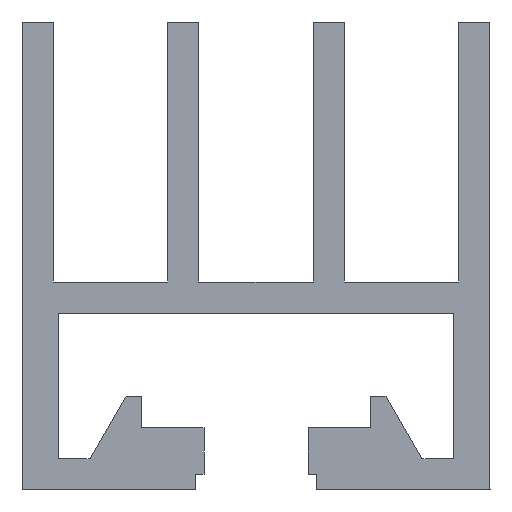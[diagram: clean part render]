
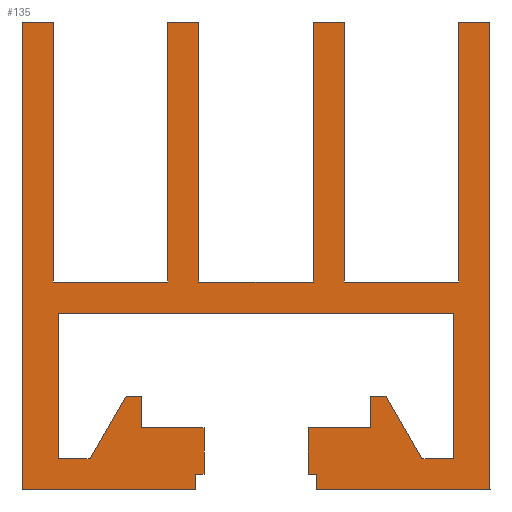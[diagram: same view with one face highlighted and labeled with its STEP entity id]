
A CAD part, left-side view. The second image highlights one B-rep face of the part: STEP entity #135.
In plain terms, the highlighted planar face has unit normal (-1, 0, 0).
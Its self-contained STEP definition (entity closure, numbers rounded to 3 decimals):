
#135=ADVANCED_FACE('',(#265),#266,.F.);
#265=FACE_OUTER_BOUND('',#387,.T.);
#266=PLANE('',#388);
#387=EDGE_LOOP('',(#683,#684,#685,#686,#687,#688,#689,#690,#691,#692,#693,#694,#695,#696,#697,#698,#699,#700,#701,#702,#703,#704,#705,#706,#707,#708,#709,#710,#711,#712,#713,#714,#715,#716,#717,#718));
#388=AXIS2_PLACEMENT_3D('',#719,#720,#721);
#683=ORIENTED_EDGE('',*,*,#906,.F.);
#684=ORIENTED_EDGE('',*,*,#766,.F.);
#685=ORIENTED_EDGE('',*,*,#771,.F.);
#686=ORIENTED_EDGE('',*,*,#775,.F.);
#687=ORIENTED_EDGE('',*,*,#779,.F.);
#688=ORIENTED_EDGE('',*,*,#783,.F.);
#689=ORIENTED_EDGE('',*,*,#787,.F.);
#690=ORIENTED_EDGE('',*,*,#791,.F.);
#691=ORIENTED_EDGE('',*,*,#795,.F.);
#692=ORIENTED_EDGE('',*,*,#799,.F.);
#693=ORIENTED_EDGE('',*,*,#803,.F.);
#694=ORIENTED_EDGE('',*,*,#807,.F.);
#695=ORIENTED_EDGE('',*,*,#811,.F.);
#696=ORIENTED_EDGE('',*,*,#815,.F.);
#697=ORIENTED_EDGE('',*,*,#819,.F.);
#698=ORIENTED_EDGE('',*,*,#823,.F.);
#699=ORIENTED_EDGE('',*,*,#827,.F.);
#700=ORIENTED_EDGE('',*,*,#831,.F.);
#701=ORIENTED_EDGE('',*,*,#835,.F.);
#702=ORIENTED_EDGE('',*,*,#839,.F.);
#703=ORIENTED_EDGE('',*,*,#843,.F.);
#704=ORIENTED_EDGE('',*,*,#847,.F.);
#705=ORIENTED_EDGE('',*,*,#851,.F.);
#706=ORIENTED_EDGE('',*,*,#855,.F.);
#707=ORIENTED_EDGE('',*,*,#859,.F.);
#708=ORIENTED_EDGE('',*,*,#863,.F.);
#709=ORIENTED_EDGE('',*,*,#867,.F.);
#710=ORIENTED_EDGE('',*,*,#871,.F.);
#711=ORIENTED_EDGE('',*,*,#875,.F.);
#712=ORIENTED_EDGE('',*,*,#879,.F.);
#713=ORIENTED_EDGE('',*,*,#883,.F.);
#714=ORIENTED_EDGE('',*,*,#887,.F.);
#715=ORIENTED_EDGE('',*,*,#891,.F.);
#716=ORIENTED_EDGE('',*,*,#895,.F.);
#717=ORIENTED_EDGE('',*,*,#899,.F.);
#718=ORIENTED_EDGE('',*,*,#903,.F.);
#719=CARTESIAN_POINT('',(0.0,0.,21.212));
#720=DIRECTION('',(1.0,0.0,0.0));
#721=DIRECTION('',(0.0,1.0,0.0));
#766=EDGE_CURVE('',#914,#916,#917,.T.);
#771=EDGE_CURVE('',#922,#914,#924,.T.);
#775=EDGE_CURVE('',#928,#922,#930,.T.);
#779=EDGE_CURVE('',#934,#928,#936,.T.);
#783=EDGE_CURVE('',#940,#934,#942,.T.);
#787=EDGE_CURVE('',#946,#940,#948,.T.);
#791=EDGE_CURVE('',#952,#946,#954,.T.);
#795=EDGE_CURVE('',#958,#952,#960,.T.);
#799=EDGE_CURVE('',#964,#958,#966,.T.);
#803=EDGE_CURVE('',#970,#964,#972,.T.);
#807=EDGE_CURVE('',#976,#970,#978,.T.);
#811=EDGE_CURVE('',#982,#976,#984,.T.);
#815=EDGE_CURVE('',#988,#982,#990,.T.);
#819=EDGE_CURVE('',#994,#988,#996,.T.);
#823=EDGE_CURVE('',#1000,#994,#1002,.T.);
#827=EDGE_CURVE('',#1006,#1000,#1008,.T.);
#831=EDGE_CURVE('',#1012,#1006,#1014,.T.);
#835=EDGE_CURVE('',#1018,#1012,#1020,.T.);
#839=EDGE_CURVE('',#1024,#1018,#1026,.T.);
#843=EDGE_CURVE('',#1030,#1024,#1032,.T.);
#847=EDGE_CURVE('',#1036,#1030,#1038,.T.);
#851=EDGE_CURVE('',#1042,#1036,#1044,.T.);
#855=EDGE_CURVE('',#1048,#1042,#1050,.T.);
#859=EDGE_CURVE('',#1054,#1048,#1056,.T.);
#863=EDGE_CURVE('',#1060,#1054,#1062,.T.);
#867=EDGE_CURVE('',#1066,#1060,#1068,.T.);
#871=EDGE_CURVE('',#1072,#1066,#1074,.T.);
#875=EDGE_CURVE('',#1078,#1072,#1080,.T.);
#879=EDGE_CURVE('',#1084,#1078,#1086,.T.);
#883=EDGE_CURVE('',#1090,#1084,#1092,.T.);
#887=EDGE_CURVE('',#1096,#1090,#1098,.T.);
#891=EDGE_CURVE('',#1102,#1096,#1104,.T.);
#895=EDGE_CURVE('',#1108,#1102,#1110,.T.);
#899=EDGE_CURVE('',#1114,#1108,#1116,.T.);
#903=EDGE_CURVE('',#1120,#1114,#1122,.T.);
#906=EDGE_CURVE('',#916,#1120,#1125,.T.);
#914=VERTEX_POINT('',#1134);
#916=VERTEX_POINT('',#1137);
#917=LINE('',#1138,#1139);
#922=VERTEX_POINT('',#1146);
#924=LINE('',#1149,#1150);
#928=VERTEX_POINT('',#1155);
#930=LINE('',#1158,#1159);
#934=VERTEX_POINT('',#1164);
#936=LINE('',#1167,#1168);
#940=VERTEX_POINT('',#1173);
#942=LINE('',#1176,#1177);
#946=VERTEX_POINT('',#1182);
#948=LINE('',#1185,#1186);
#952=VERTEX_POINT('',#1191);
#954=LINE('',#1194,#1195);
#958=VERTEX_POINT('',#1200);
#960=LINE('',#1203,#1204);
#964=VERTEX_POINT('',#1209);
#966=LINE('',#1212,#1213);
#970=VERTEX_POINT('',#1218);
#972=LINE('',#1221,#1222);
#976=VERTEX_POINT('',#1227);
#978=LINE('',#1230,#1231);
#982=VERTEX_POINT('',#1236);
#984=LINE('',#1239,#1240);
#988=VERTEX_POINT('',#1245);
#990=LINE('',#1248,#1249);
#994=VERTEX_POINT('',#1254);
#996=LINE('',#1257,#1258);
#1000=VERTEX_POINT('',#1263);
#1002=LINE('',#1266,#1267);
#1006=VERTEX_POINT('',#1272);
#1008=LINE('',#1275,#1276);
#1012=VERTEX_POINT('',#1281);
#1014=LINE('',#1284,#1285);
#1018=VERTEX_POINT('',#1290);
#1020=LINE('',#1293,#1294);
#1024=VERTEX_POINT('',#1299);
#1026=LINE('',#1302,#1303);
#1030=VERTEX_POINT('',#1308);
#1032=LINE('',#1311,#1312);
#1036=VERTEX_POINT('',#1317);
#1038=LINE('',#1320,#1321);
#1042=VERTEX_POINT('',#1326);
#1044=LINE('',#1329,#1330);
#1048=VERTEX_POINT('',#1335);
#1050=LINE('',#1338,#1339);
#1054=VERTEX_POINT('',#1344);
#1056=LINE('',#1347,#1348);
#1060=VERTEX_POINT('',#1353);
#1062=LINE('',#1356,#1357);
#1066=VERTEX_POINT('',#1362);
#1068=LINE('',#1365,#1366);
#1072=VERTEX_POINT('',#1371);
#1074=LINE('',#1374,#1375);
#1078=VERTEX_POINT('',#1380);
#1080=LINE('',#1383,#1384);
#1084=VERTEX_POINT('',#1389);
#1086=LINE('',#1392,#1393);
#1090=VERTEX_POINT('',#1398);
#1092=LINE('',#1401,#1402);
#1096=VERTEX_POINT('',#1407);
#1098=LINE('',#1410,#1411);
#1102=VERTEX_POINT('',#1416);
#1104=LINE('',#1419,#1420);
#1108=VERTEX_POINT('',#1425);
#1110=LINE('',#1428,#1429);
#1114=VERTEX_POINT('',#1434);
#1116=LINE('',#1437,#1438);
#1120=VERTEX_POINT('',#1443);
#1122=LINE('',#1446,#1447);
#1125=LINE('',#1451,#1452);
#1134=CARTESIAN_POINT('',(0.0,5.,6.));
#1137=CARTESIAN_POINT('',(0.0,5.,1.5));
#1138=CARTESIAN_POINT('',(0.0,5.,6.));
#1139=VECTOR('',#1458,1.0);
#1146=CARTESIAN_POINT('',(0.0,11.,6.));
#1149=CARTESIAN_POINT('',(0.0,11.,6.));
#1150=VECTOR('',#1462,1.0);
#1155=CARTESIAN_POINT('',(0.0,11.,9.));
#1158=CARTESIAN_POINT('',(0.0,11.,9.));
#1159=VECTOR('',#1465,1.0);
#1164=CARTESIAN_POINT('',(0.0,12.5,9.));
#1167=CARTESIAN_POINT('',(0.0,12.5,9.));
#1168=VECTOR('',#1468,1.0);
#1173=CARTESIAN_POINT('',(0.0,15.957,3.012));
#1176=CARTESIAN_POINT('',(0.0,15.957,3.012));
#1177=VECTOR('',#1471,1.0);
#1182=CARTESIAN_POINT('',(0.0,19.,3.012));
#1185=CARTESIAN_POINT('',(0.0,19.,3.012));
#1186=VECTOR('',#1474,1.0);
#1191=CARTESIAN_POINT('',(0.0,19.,17.));
#1194=CARTESIAN_POINT('',(0.0,19.,17.));
#1195=VECTOR('',#1477,1.0);
#1200=CARTESIAN_POINT('',(0.0,-19.,17.));
#1203=CARTESIAN_POINT('',(0.0,-19.,17.));
#1204=VECTOR('',#1480,1.0);
#1209=CARTESIAN_POINT('',(0.0,-19.,3.012));
#1212=CARTESIAN_POINT('',(0.0,-19.,3.012));
#1213=VECTOR('',#1483,1.0);
#1218=CARTESIAN_POINT('',(0.0,-15.957,3.012));
#1221=CARTESIAN_POINT('',(0.0,-15.957,3.012));
#1222=VECTOR('',#1486,1.0);
#1227=CARTESIAN_POINT('',(0.0,-12.5,9.));
#1230=CARTESIAN_POINT('',(0.0,-12.5,9.));
#1231=VECTOR('',#1489,1.0);
#1236=CARTESIAN_POINT('',(0.0,-11.,9.));
#1239=CARTESIAN_POINT('',(0.0,-11.,9.));
#1240=VECTOR('',#1492,1.0);
#1245=CARTESIAN_POINT('',(0.0,-11.,6.));
#1248=CARTESIAN_POINT('',(0.0,-11.,6.));
#1249=VECTOR('',#1495,1.0);
#1254=CARTESIAN_POINT('',(0.0,-5.,6.));
#1257=CARTESIAN_POINT('',(0.0,-5.,6.));
#1258=VECTOR('',#1498,1.0);
#1263=CARTESIAN_POINT('',(0.0,-5.,1.5));
#1266=CARTESIAN_POINT('',(0.0,-5.,1.5));
#1267=VECTOR('',#1501,1.0);
#1272=CARTESIAN_POINT('',(0.0,-5.8,1.5));
#1275=CARTESIAN_POINT('',(0.0,-5.8,1.5));
#1276=VECTOR('',#1504,1.0);
#1281=CARTESIAN_POINT('',(0.0,-5.8,0.));
#1284=CARTESIAN_POINT('',(0.0,-5.8,0.));
#1285=VECTOR('',#1507,1.0);
#1290=CARTESIAN_POINT('',(0.0,-22.5,0.));
#1293=CARTESIAN_POINT('',(0.0,-22.5,0.));
#1294=VECTOR('',#1510,1.0);
#1299=CARTESIAN_POINT('',(0.0,-22.5,45.));
#1302=CARTESIAN_POINT('',(0.0,-22.5,45.));
#1303=VECTOR('',#1513,1.0);
#1308=CARTESIAN_POINT('',(0.0,-19.5,45.));
#1311=CARTESIAN_POINT('',(0.0,-19.5,45.));
#1312=VECTOR('',#1516,1.0);
#1317=CARTESIAN_POINT('',(0.0,-19.5,20.));
#1320=CARTESIAN_POINT('',(0.0,-19.5,20.));
#1321=VECTOR('',#1519,1.0);
#1326=CARTESIAN_POINT('',(0.0,-8.5,20.));
#1329=CARTESIAN_POINT('',(0.0,-8.5,20.));
#1330=VECTOR('',#1522,1.0);
#1335=CARTESIAN_POINT('',(0.0,-8.5,45.));
#1338=CARTESIAN_POINT('',(0.0,-8.5,45.));
#1339=VECTOR('',#1525,1.0);
#1344=CARTESIAN_POINT('',(0.0,-5.5,45.));
#1347=CARTESIAN_POINT('',(0.0,-5.5,45.));
#1348=VECTOR('',#1528,1.0);
#1353=CARTESIAN_POINT('',(0.0,-5.5,20.));
#1356=CARTESIAN_POINT('',(0.0,-5.5,20.));
#1357=VECTOR('',#1531,1.0);
#1362=CARTESIAN_POINT('',(0.0,5.5,20.));
#1365=CARTESIAN_POINT('',(0.0,5.5,20.));
#1366=VECTOR('',#1534,1.0);
#1371=CARTESIAN_POINT('',(0.0,5.5,45.));
#1374=CARTESIAN_POINT('',(0.0,5.5,45.));
#1375=VECTOR('',#1537,1.0);
#1380=CARTESIAN_POINT('',(0.0,8.5,45.));
#1383=CARTESIAN_POINT('',(0.0,8.5,45.));
#1384=VECTOR('',#1540,1.0);
#1389=CARTESIAN_POINT('',(0.0,8.5,20.));
#1392=CARTESIAN_POINT('',(0.0,8.5,20.));
#1393=VECTOR('',#1543,1.0);
#1398=CARTESIAN_POINT('',(0.0,19.5,20.));
#1401=CARTESIAN_POINT('',(0.0,19.5,20.));
#1402=VECTOR('',#1546,1.0);
#1407=CARTESIAN_POINT('',(0.0,19.5,45.));
#1410=CARTESIAN_POINT('',(0.0,19.5,45.));
#1411=VECTOR('',#1549,1.0);
#1416=CARTESIAN_POINT('',(0.0,22.5,45.));
#1419=CARTESIAN_POINT('',(0.0,22.5,45.));
#1420=VECTOR('',#1552,1.0);
#1425=CARTESIAN_POINT('',(0.0,22.5,0.));
#1428=CARTESIAN_POINT('',(0.0,22.5,0.));
#1429=VECTOR('',#1555,1.0);
#1434=CARTESIAN_POINT('',(0.0,5.8,0.));
#1437=CARTESIAN_POINT('',(0.0,5.8,0.));
#1438=VECTOR('',#1558,1.0);
#1443=CARTESIAN_POINT('',(0.0,5.8,1.5));
#1446=CARTESIAN_POINT('',(0.0,5.8,1.5));
#1447=VECTOR('',#1561,1.0);
#1451=CARTESIAN_POINT('',(0.0,5.,1.5));
#1452=VECTOR('',#1563,1.0);
#1458=DIRECTION('',(0.0,0.,-1.0));
#1462=DIRECTION('',(0.0,-1.0,0.0));
#1465=DIRECTION('',(0.0,0.0,-1.0));
#1468=DIRECTION('',(0.0,-1.0,0.0));
#1471=DIRECTION('',(0.0,-0.5,0.866));
#1474=DIRECTION('',(0.0,-1.0,0.0));
#1477=DIRECTION('',(0.0,0.0,-1.0));
#1480=DIRECTION('',(0.0,1.0,0.0));
#1483=DIRECTION('',(0.0,0.0,1.0));
#1486=DIRECTION('',(0.0,-1.0,0.0));
#1489=DIRECTION('',(0.0,-0.5,-0.866));
#1492=DIRECTION('',(0.0,-1.0,0.0));
#1495=DIRECTION('',(0.0,0.0,1.0));
#1498=DIRECTION('',(0.0,-1.0,0.0));
#1501=DIRECTION('',(0.0,0.0,1.0));
#1504=DIRECTION('',(0.0,1.0,0.0));
#1507=DIRECTION('',(0.0,0.0,1.0));
#1510=DIRECTION('',(0.0,1.0,0.0));
#1513=DIRECTION('',(0.0,0.,-1.));
#1516=DIRECTION('',(0.0,-1.0,0.0));
#1519=DIRECTION('',(0.0,0.0,1.0));
#1522=DIRECTION('',(0.0,-1.0,0.0));
#1525=DIRECTION('',(0.0,0.,-1.));
#1528=DIRECTION('',(0.0,-1.0,0.0));
#1531=DIRECTION('',(0.0,0.0,1.0));
#1534=DIRECTION('',(0.0,-1.0,0.0));
#1537=DIRECTION('',(0.0,0.0,-1.0));
#1540=DIRECTION('',(0.0,-1.0,0.0));
#1543=DIRECTION('',(0.0,0.0,1.0));
#1546=DIRECTION('',(0.0,-1.0,0.0));
#1549=DIRECTION('',(0.0,0.0,-1.0));
#1552=DIRECTION('',(0.0,-1.0,0.0));
#1555=DIRECTION('',(0.0,0.0,1.0));
#1558=DIRECTION('',(0.0,1.0,0.0));
#1561=DIRECTION('',(0.0,0.0,-1.0));
#1563=DIRECTION('',(0.0,1.0,0.0));
